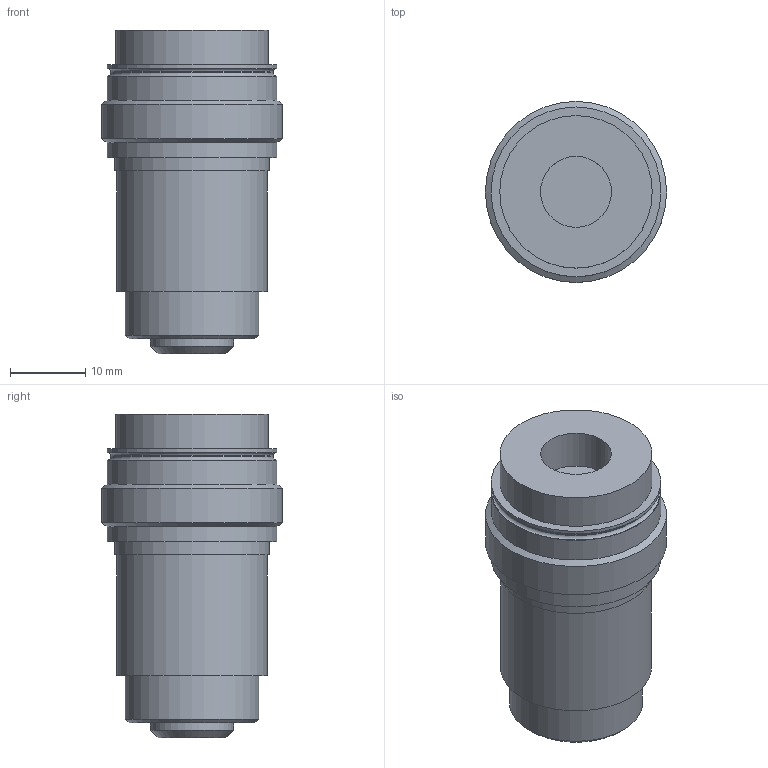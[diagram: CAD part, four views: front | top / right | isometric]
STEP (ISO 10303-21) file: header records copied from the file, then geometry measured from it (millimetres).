
FILE_DESCRIPTION(/* description */ ('','CAx-IF Rec.Pracs.---Representation and Presentation of Product Manufacturing Information (PMI)---4.0---2014-10-13'),/* implementation_level */ '2;1');
FILE_NAME(/* name */ 'Microscope Objective.step',/* time_stamp */ '2025-02-06T21:52:03-05:00',/* author */ (''),/* organization */ (''),/* preprocessor_version */ 'ST-DEVELOPER v20',/* originating_system */ 'Autodesk Translation Framework v13.20.0.188',/* authorisation */ '');
FILE_SCHEMA (('AP242_MANAGED_MODEL_BASED_3D_ENGINEERING_MIM_LF { 1 0 10303 442 1 1 4 }'));
Length unit declared in the file: millimetre
Products named in the file (1): Microscope Objective Mockup
Bounding box: 24 x 24 x 42.9 mm (x, y, z)
Volume: 13545.1 mm3; surface area: 3733.8 mm2
Topology: 1 solids, 1 shells, 29 faces, 48 edges, 30 vertices
Faces by surface type: cylinder 12, plane 11, cone 4, torus 2
Full cylindrical faces by diameter (mm): 5 x1, 9.4 x1, 11 x1, 17.65 x1, 20 x1, 20.2 x1, 20.5 x1, 21.5 x1, 22.5 x3, 24 x1
Entity records: 719 total; most frequent: DIRECTION 140, CARTESIAN_POINT 108, ORIENTED_EDGE 96, AXIS2_PLACEMENT_3D 62, EDGE_CURVE 48, EDGE_LOOP 38, CIRCLE 32, VERTEX_POINT 30
